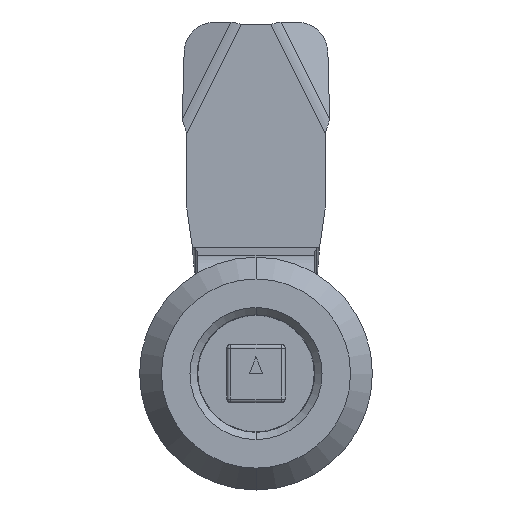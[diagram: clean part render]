
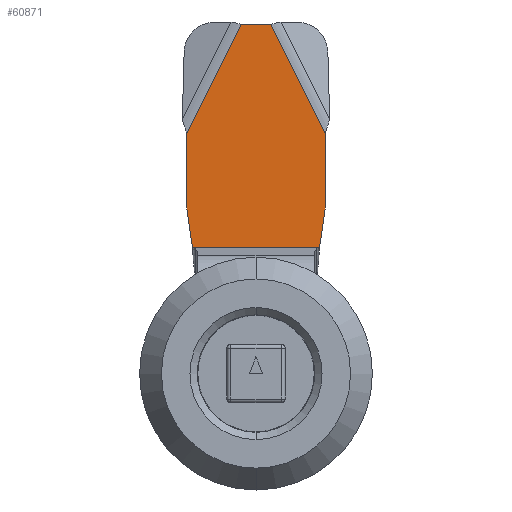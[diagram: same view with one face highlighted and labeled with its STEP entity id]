
A CAD part, front view. The second image highlights one B-rep face of the part: STEP entity #60871.
In plain terms, the highlighted planar face has unit normal (0, -1, 0).
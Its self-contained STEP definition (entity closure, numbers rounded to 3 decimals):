
#5485 = DIRECTION ( 'NONE',  ( 0.145, 0., -0.989 ) ) ;
#5590 = CARTESIAN_POINT ( 'NONE',  ( -5.5, 53., 22.792 ) ) ;
#11285 = CARTESIAN_POINT ( 'NONE',  ( 22.584, 53., 6.828 ) ) ;
#14212 = CARTESIAN_POINT ( 'NONE',  ( 9.5, 53., 22.792 ) ) ;
#16733 = EDGE_CURVE ( 'NONE', #61060, #88931, #49155, .T. ) ;
#18121 = ORIENTED_EDGE ( 'NONE', *, *, #38644, .T. ) ;
#18940 = VERTEX_POINT ( 'NONE', #82483 ) ;
#23994 = EDGE_LOOP ( 'NONE', ( #133527, #39744, #111083, #63526, #30206, #39740, #64186, #115913, #18121, #78430 ) ) ;
#24658 = DIRECTION ( 'NONE',  ( 0., -1., 0. ) ) ;
#26552 = DIRECTION ( 'NONE',  ( 0., -1., 0. ) ) ;
#29576 = CARTESIAN_POINT ( 'NONE',  ( -22.584, 53., 6.828 ) ) ;
#30180 = VERTEX_POINT ( 'NONE', #14212 ) ;
#30206 = ORIENTED_EDGE ( 'NONE', *, *, #41315, .T. ) ;
#34856 = LINE ( 'NONE', #56500, #56329 ) ;
#35210 = CARTESIAN_POINT ( 'NONE',  ( 0., 53., -4.464 ) ) ;
#36877 = LINE ( 'NONE', #11285, #51317 ) ;
#37706 = DIRECTION ( 'NONE',  ( 0., 0., 1. ) ) ;
#38644 = EDGE_CURVE ( 'NONE', #99539, #30180, #133396, .T. ) ;
#39740 = ORIENTED_EDGE ( 'NONE', *, *, #129935, .T. ) ;
#39744 = ORIENTED_EDGE ( 'NONE', *, *, #134971, .T. ) ;
#41315 = EDGE_CURVE ( 'NONE', #18940, #133937, #105929, .T. ) ;
#47255 = VECTOR ( 'NONE', #56177, 1000. ) ;
#49155 = LINE ( 'NONE', #29576, #123715 ) ;
#50453 = EDGE_CURVE ( 'NONE', #88931, #18940, #111270, .T. ) ;
#51317 = VECTOR ( 'NONE', #79512, 1000. ) ;
#51439 = CARTESIAN_POINT ( 'NONE',  ( -9.5, 53., 32.996 ) ) ;
#55320 = VECTOR ( 'NONE', #90984, 1000. ) ;
#56177 = DIRECTION ( 'NONE',  ( -1., 0., 0. ) ) ;
#56329 = VECTOR ( 'NONE', #76788, 1000. ) ;
#56500 = CARTESIAN_POINT ( 'NONE',  ( 9.5, 53., 48. ) ) ;
#56725 = EDGE_CURVE ( 'NONE', #124793, #79122, #133755, .T. ) ;
#58201 = DIRECTION ( 'NONE',  ( 0., 0., -1. ) ) ;
#59720 = DIRECTION ( 'NONE',  ( 1., 0., 0. ) ) ;
#60626 = LINE ( 'NONE', #91386, #98694 ) ;
#60871 = ADVANCED_FACE ( 'NONE', ( #119733 ), #130892, .T. ) ;
#61060 = VERTEX_POINT ( 'NONE', #131575 ) ;
#63526 = ORIENTED_EDGE ( 'NONE', *, *, #50453, .T. ) ;
#63834 = CARTESIAN_POINT ( 'NONE',  ( 1.998, 53., 48. ) ) ;
#64186 = ORIENTED_EDGE ( 'NONE', *, *, #56725, .T. ) ;
#65943 = DIRECTION ( 'NONE',  ( 0., 0., 1. ) ) ;
#67243 = DIRECTION ( 'NONE',  ( 0., 0., 1. ) ) ;
#70996 = AXIS2_PLACEMENT_3D ( 'NONE', #123087, #24658, #67243 ) ;
#72720 = VECTOR ( 'NONE', #59720, 1000. ) ;
#76788 = DIRECTION ( 'NONE',  ( 0., 0., 1. ) ) ;
#78430 = ORIENTED_EDGE ( 'NONE', *, *, #129776, .T. ) ;
#79077 = VERTEX_POINT ( 'NONE', #79906 ) ;
#79122 = VERTEX_POINT ( 'NONE', #105657 ) ;
#79512 = DIRECTION ( 'NONE',  ( 0.447, 0., -0.894 ) ) ;
#79906 = CARTESIAN_POINT ( 'NONE',  ( 9.5, 53., 32.996 ) ) ;
#82483 = CARTESIAN_POINT ( 'NONE',  ( -9.5, 53., 22.792 ) ) ;
#84895 = EDGE_CURVE ( 'NONE', #123626, #79077, #36877, .T. ) ;
#87630 = CARTESIAN_POINT ( 'NONE',  ( -9.5, 53., 48. ) ) ;
#88931 = VERTEX_POINT ( 'NONE', #51439 ) ;
#90984 = DIRECTION ( 'NONE',  ( 0.145, 0., 0.989 ) ) ;
#91386 = CARTESIAN_POINT ( 'NONE',  ( -9.5, 53., 22.5 ) ) ;
#91765 = DIRECTION ( 'NONE',  ( -0.447, 0., -0.894 ) ) ;
#93047 = CARTESIAN_POINT ( 'NONE',  ( 7.3, 53., 7.5 ) ) ;
#93918 = CARTESIAN_POINT ( 'NONE',  ( 0., 53., 17.263 ) ) ;
#94816 = CARTESIAN_POINT ( 'NONE',  ( -9.458, 53., 22.211 ) ) ;
#98694 = VECTOR ( 'NONE', #5485, 1000. ) ;
#99331 = VECTOR ( 'NONE', #58201, 1000. ) ;
#99539 = VERTEX_POINT ( 'NONE', #110573 ) ;
#100162 = LINE ( 'NONE', #87630, #47255 ) ;
#103515 = LINE ( 'NONE', #93047, #55320 ) ;
#105657 = CARTESIAN_POINT ( 'NONE',  ( 8.732, 53., 17.263 ) ) ;
#105929 = CIRCLE ( 'NONE', #119280, 4. ) ;
#110573 = CARTESIAN_POINT ( 'NONE',  ( 9.458, 53., 22.211 ) ) ;
#110605 = DIRECTION ( 'NONE',  ( 0., -1., 0. ) ) ;
#111083 = ORIENTED_EDGE ( 'NONE', *, *, #16733, .T. ) ;
#111270 = LINE ( 'NONE', #130870, #99331 ) ;
#111473 = EDGE_CURVE ( 'NONE', #79122, #99539, #103515, .T. ) ;
#115913 = ORIENTED_EDGE ( 'NONE', *, *, #111473, .T. ) ;
#119280 = AXIS2_PLACEMENT_3D ( 'NONE', #5590, #26552, #37706 ) ;
#119733 = FACE_OUTER_BOUND ( 'NONE', #23994, .T. ) ;
#123087 = CARTESIAN_POINT ( 'NONE',  ( 5.5, 53., 22.792 ) ) ;
#123626 = VERTEX_POINT ( 'NONE', #63834 ) ;
#123715 = VECTOR ( 'NONE', #91765, 1000. ) ;
#124793 = VERTEX_POINT ( 'NONE', #129451 ) ;
#129451 = CARTESIAN_POINT ( 'NONE',  ( -8.732, 53., 17.263 ) ) ;
#129776 = EDGE_CURVE ( 'NONE', #30180, #79077, #34856, .T. ) ;
#129935 = EDGE_CURVE ( 'NONE', #133937, #124793, #60626, .T. ) ;
#130641 = AXIS2_PLACEMENT_3D ( 'NONE', #35210, #110605, #65943 ) ;
#130870 = CARTESIAN_POINT ( 'NONE',  ( -9.5, 53., 48. ) ) ;
#130892 = PLANE ( 'NONE',  #130641 ) ;
#131575 = CARTESIAN_POINT ( 'NONE',  ( -1.998, 53., 48. ) ) ;
#133396 = CIRCLE ( 'NONE', #70996, 4. ) ;
#133527 = ORIENTED_EDGE ( 'NONE', *, *, #84895, .F. ) ;
#133755 = LINE ( 'NONE', #93918, #72720 ) ;
#133937 = VERTEX_POINT ( 'NONE', #94816 ) ;
#134971 = EDGE_CURVE ( 'NONE', #123626, #61060, #100162, .T. ) ;
